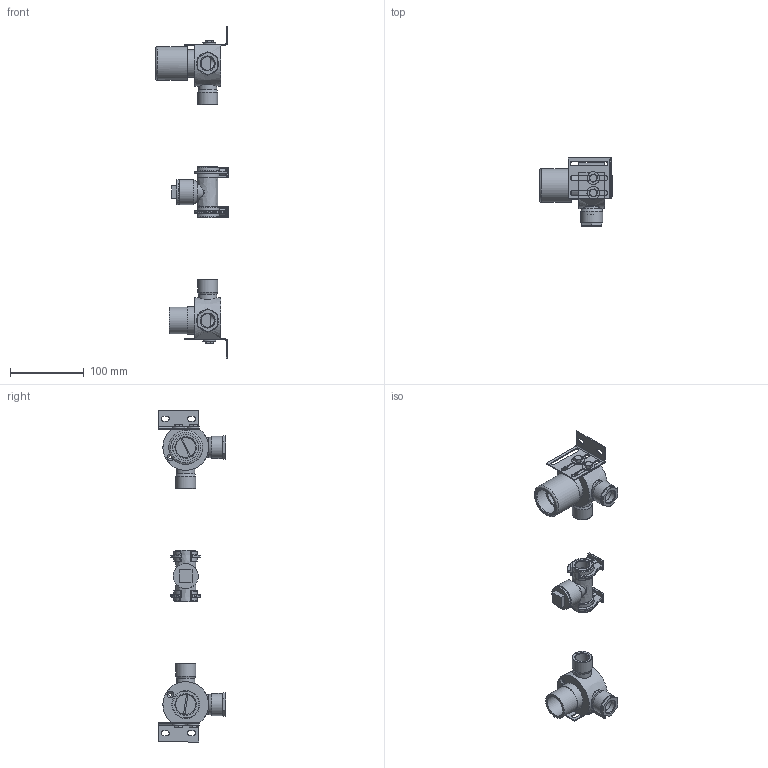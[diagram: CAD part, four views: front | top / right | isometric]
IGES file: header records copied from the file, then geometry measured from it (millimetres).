
Global section: file name: V818-IS; native system: Autodesk Inventor 2018; preprocessor: unknown; author: rclarke; date: 20171205.073705; units: millimetre
Bounding box: 98.41 x 91.9 x 451.7 mm (x, y, z)
Volume: 324344.1 mm3; surface area: 151999.1 mm2
Topology: 29 solids, 29 shells, 776 faces, 1895 edges, 1151 vertices
Faces by surface type: bspline 776
